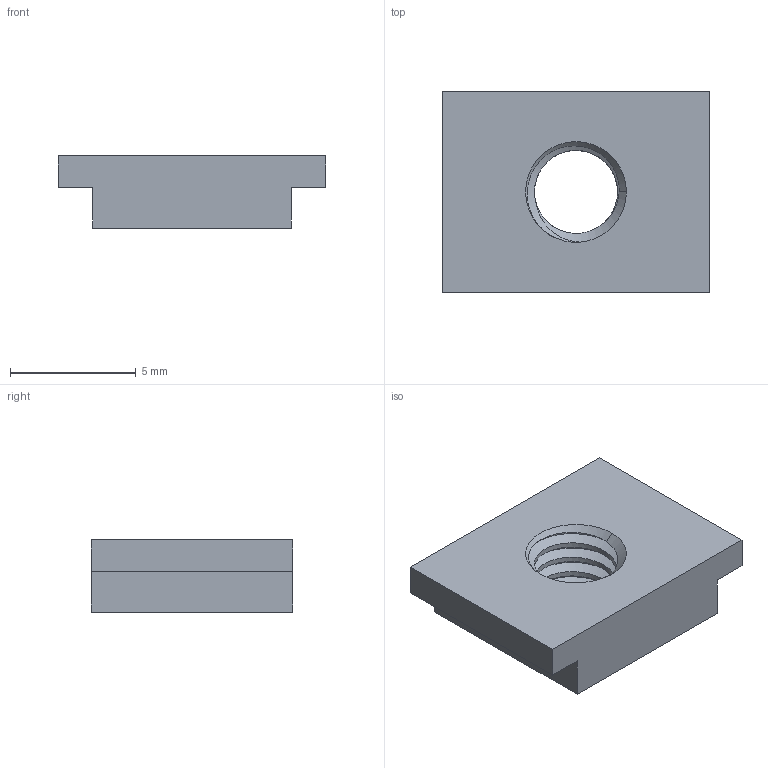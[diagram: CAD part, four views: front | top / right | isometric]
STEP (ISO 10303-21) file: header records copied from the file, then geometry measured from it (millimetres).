
FILE_DESCRIPTION (( 'STEP AP203' ), '1' );
FILE_NAME ('2805-0004-0008.STEP', '2017-04-04T19:03:35', ( '' ), ( '' ), 'SwSTEP 2.0', 'SolidWorks 2016', '' );
FILE_SCHEMA (( 'CONFIG_CONTROL_DESIGN' ));
Length unit declared in the file: millimetre
Products named in the file (1): 2805-0004-0008
Bounding box: 10.64 x 8 x 2.87 mm (x, y, z)
Volume: 178.5 mm3; surface area: 294.5 mm2
Topology: 1 solids, 1 shells, 35 faces, 94 edges, 61 vertices
Faces by surface type: cylinder 17, plane 10, cone 6, bspline 2
Entity records: 3544 total; most frequent: CARTESIAN_POINT 2696, ORIENTED_EDGE 188, DIRECTION 133, EDGE_CURVE 94, VERTEX_POINT 61, AXIS2_PLACEMENT_3D 45, LINE 43, VECTOR 43
